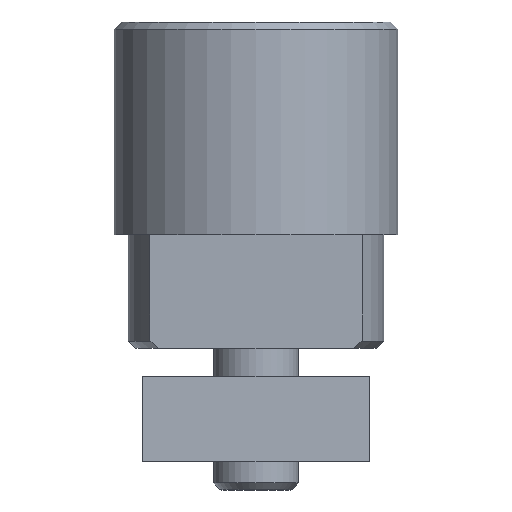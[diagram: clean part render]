
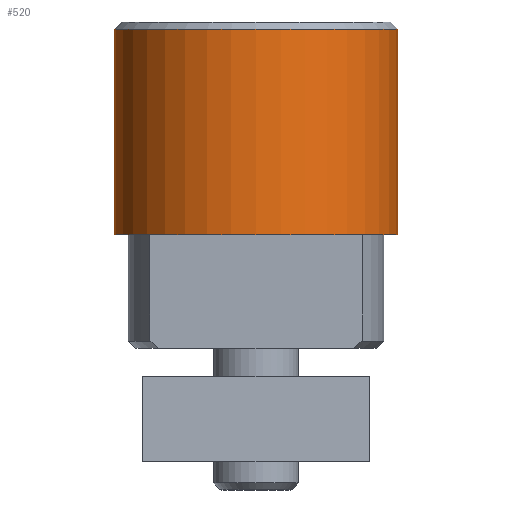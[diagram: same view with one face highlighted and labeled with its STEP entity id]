
A CAD part, front view. The second image highlights one B-rep face of the part: STEP entity #520.
In plain terms, the highlighted cylindrical face has radius 10 mm (diameter 20 mm), a partial arc.
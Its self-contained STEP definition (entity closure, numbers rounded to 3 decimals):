
#370=VERTEX_POINT('',#882);
#414=VERTEX_POINT('',#930);
#452=VERTEX_POINT('',#974);
#520=ADVANCED_FACE('',(#1053),#1054,.T.);
#598=EDGE_CURVE('',#672,#452,#1147,.T.);
#604=EDGE_CURVE('',#414,#370,#1154,.T.);
#672=VERTEX_POINT('',#1228);
#680=EDGE_CURVE('',#370,#452,#1236,.T.);
#748=EDGE_CURVE('',#672,#414,#1307,.T.);
#882=CARTESIAN_POINT('',(10.0,0.,0.));
#930=CARTESIAN_POINT('',(-10.0,0.,0.));
#974=CARTESIAN_POINT('',(10.0,0.,14.5));
#1053=FACE_OUTER_BOUND('',#1778,.T.);
#1054=CYLINDRICAL_SURFACE('',#1779,10.0);
#1147=CIRCLE('',#1903,10.0);
#1154=CIRCLE('',#1913,10.0);
#1228=CARTESIAN_POINT('',(-10.0,0.,14.5));
#1236=LINE('',#2024,#2025);
#1307=LINE('',#2126,#2127);
#1778=EDGE_LOOP('',(#2435,#2436,#2437,#2438));
#1779=AXIS2_PLACEMENT_3D('',#2439,#2440,#2441);
#1903=AXIS2_PLACEMENT_3D('',#2578,#2579,#2580);
#1913=AXIS2_PLACEMENT_3D('',#2590,#2591,#2592);
#2024=CARTESIAN_POINT('',(10.0,0.,7.25));
#2025=VECTOR('',#2697,1.0);
#2126=CARTESIAN_POINT('',(-10.0,0.,7.25));
#2127=VECTOR('',#2759,1.0);
#2435=ORIENTED_EDGE('',*,*,#680,.T.);
#2436=ORIENTED_EDGE('',*,*,#598,.F.);
#2437=ORIENTED_EDGE('',*,*,#748,.T.);
#2438=ORIENTED_EDGE('',*,*,#604,.T.);
#2439=CARTESIAN_POINT('',(0.0,0.,7.25));
#2440=DIRECTION('',(-0.0,0.0,-1.0));
#2441=DIRECTION('',(1.0,0.,0.0));
#2578=CARTESIAN_POINT('',(0.0,0.,14.5));
#2579=DIRECTION('',(0.0,-0.0,1.0));
#2580=DIRECTION('',(1.0,0.,0.0));
#2590=CARTESIAN_POINT('',(0.0,0.,0.));
#2591=DIRECTION('',(0.0,-0.0,1.0));
#2592=DIRECTION('',(1.0,0.,0.0));
#2697=DIRECTION('',(0.0,0.0,1.0));
#2759=DIRECTION('',(-0.0,-0.0,-1.0));
